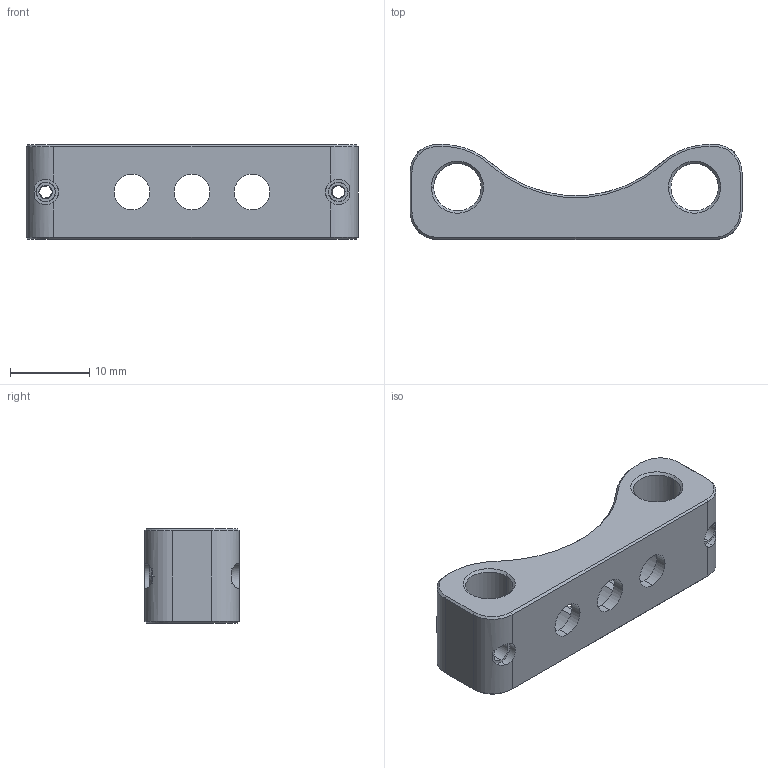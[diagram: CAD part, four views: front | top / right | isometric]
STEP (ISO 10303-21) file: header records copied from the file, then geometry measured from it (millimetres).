
FILE_DESCRIPTION (( 'STEP AP214' ), '1' );
FILE_NAME ('2.4.4.3_LZA-B30_30mm笼式系统支杆安装座,，带3个M4沉头孔.STEP', '2021-07-22T04:34:36', ( 'Microsoft' ), ( 'Microsoft' ), 'SwSTEP 2.0', 'SolidWorks 2018', '' );
FILE_SCHEMA (( 'AUTOMOTIVE_DESIGN' ));
Length unit declared in the file: millimetre
Products named in the file (1): 2.4.4.3_LZA-B30_30mm笼式系统支杆安装座,，带3个M4沉头孔
Bounding box: 42 x 12 x 12 mm (x, y, z)
Surface area: 2817 mm2 (no closed solid volume)
Topology: 0 solids, 3 shells, 125 faces, 309 edges, 186 vertices
Faces by surface type: cylinder 47, plane 40, cone 38
Entity records: 5431 total; most frequent: CARTESIAN_POINT 1062, DIRECTION 633, ORIENTED_EDGE 602, EDGE_CURVE 309, AXIS2_PLACEMENT_3D 243, VERTEX_POINT 186, VECTOR 147, LINE 147
